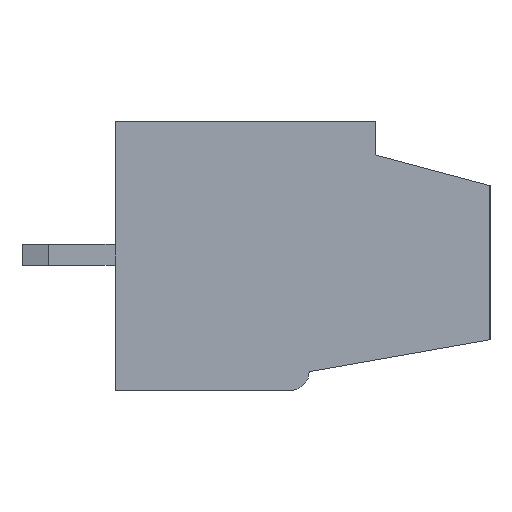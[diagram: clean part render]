
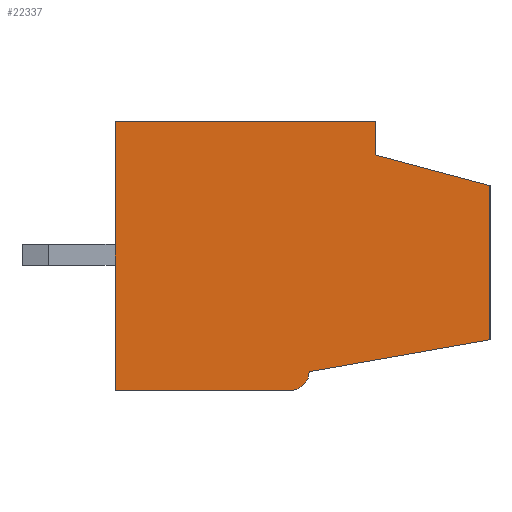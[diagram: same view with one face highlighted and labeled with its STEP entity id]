
A CAD part, left-side view. The second image highlights one B-rep face of the part: STEP entity #22337.
In plain terms, the highlighted planar face has unit normal (-1, 0, 0).
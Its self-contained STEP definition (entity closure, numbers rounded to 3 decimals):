
#409=DIRECTION('',(0.,0.,1.));
#410=VECTOR('',#409,5.799);
#411=CARTESIAN_POINT('',(-53.771,-0.1,-3.101));
#412=LINE('',#411,#410);
#6429=DIRECTION('',(0.,-1.,0.));
#6430=VECTOR('',#6429,6.6);
#6431=CARTESIAN_POINT('',(-53.771,14.,-5.));
#6432=LINE('',#6431,#6430);
#6717=DIRECTION('',(0.,0.,-1.));
#6718=VECTOR('',#6717,10.1);
#6719=CARTESIAN_POINT('',(-53.771,14.,5.1));
#6720=LINE('',#6719,#6718);
#7553=DIRECTION('',(0.,1.,0.));
#7554=VECTOR('',#7553,9.8);
#7555=CARTESIAN_POINT('',(-53.771,4.2,5.1));
#7556=LINE('',#7555,#7554);
#7797=DIRECTION('',(0.,0.985,-0.174));
#7798=VECTOR('',#7797,6.905);
#7799=CARTESIAN_POINT('',(-53.771,-0.1,-3.101));
#7800=LINE('',#7799,#7798);
#7801=CARTESIAN_POINT('',(-53.771,7.4,-4.3));
#7802=DIRECTION('',(1.,0.,0.));
#7803=DIRECTION('',(0.,-1.,0.));
#7804=AXIS2_PLACEMENT_3D('',#7801,#7802,#7803);
#7806=DIRECTION('',(0.,0.,-1.));
#7807=VECTOR('',#7806,1.25);
#7808=CARTESIAN_POINT('',(-53.771,4.2,5.1));
#7809=LINE('',#7808,#7807);
#7810=DIRECTION('',(0.,-0.966,-0.259));
#7811=VECTOR('',#7810,4.452);
#7812=CARTESIAN_POINT('',(-53.771,4.2,3.85));
#7813=LINE('',#7812,#7811);
#12296=CARTESIAN_POINT('',(-53.771,14.,-5.));
#12297=CARTESIAN_POINT('',(-53.771,7.4,-5.));
#12298=VERTEX_POINT('',#12296);
#12299=VERTEX_POINT('',#12297);
#12300=CARTESIAN_POINT('',(-53.771,6.7,-4.3));
#12301=VERTEX_POINT('',#12300);
#12302=CARTESIAN_POINT('',(-53.771,14.,5.1));
#12303=VERTEX_POINT('',#12302);
#12304=CARTESIAN_POINT('',(-53.771,4.2,5.1));
#12305=CARTESIAN_POINT('',(-53.771,4.2,3.85));
#12306=VERTEX_POINT('',#12304);
#12307=VERTEX_POINT('',#12305);
#12308=CARTESIAN_POINT('',(-53.771,-0.1,-3.101));
#12309=VERTEX_POINT('',#12308);
#12310=CARTESIAN_POINT('',(-53.771,-0.1,2.698));
#12311=VERTEX_POINT('',#12310);
#22322=CARTESIAN_POINT('',(-53.771,0.,0.));
#22323=DIRECTION('',(-1.,0.,0.));
#22324=DIRECTION('',(0.,-1.,0.));
#22325=AXIS2_PLACEMENT_3D('',#22322,#22323,#22324);
#22326=PLANE('',#22325);
#22327=ORIENTED_EDGE('',*,*,#12736,.F.);
#22328=ORIENTED_EDGE('',*,*,#20269,.T.);
#22329=ORIENTED_EDGE('',*,*,#20288,.T.);
#22330=ORIENTED_EDGE('',*,*,#20355,.F.);
#22331=ORIENTED_EDGE('',*,*,#20468,.F.);
#22332=ORIENTED_EDGE('',*,*,#22083,.F.);
#22333=ORIENTED_EDGE('',*,*,#22202,.T.);
#22334=ORIENTED_EDGE('',*,*,#22314,.T.);
#22335=EDGE_LOOP('',(#22327,#22328,#22329,#22330,#22331,#22332,#22333,#22334));
#22336=FACE_OUTER_BOUND('',#22335,.F.);
#7805=CIRCLE('',#7804,0.7);
#12736=EDGE_CURVE('',#12309,#12311,#412,.T.);
#20269=EDGE_CURVE('',#12309,#12301,#7800,.T.);
#20288=EDGE_CURVE('',#12301,#12299,#7805,.T.);
#20355=EDGE_CURVE('',#12298,#12299,#6432,.T.);
#20468=EDGE_CURVE('',#12303,#12298,#6720,.T.);
#22083=EDGE_CURVE('',#12306,#12303,#7556,.T.);
#22202=EDGE_CURVE('',#12306,#12307,#7809,.T.);
#22314=EDGE_CURVE('',#12307,#12311,#7813,.T.);
#22337=ADVANCED_FACE('',(#22336),#22326,.T.);
